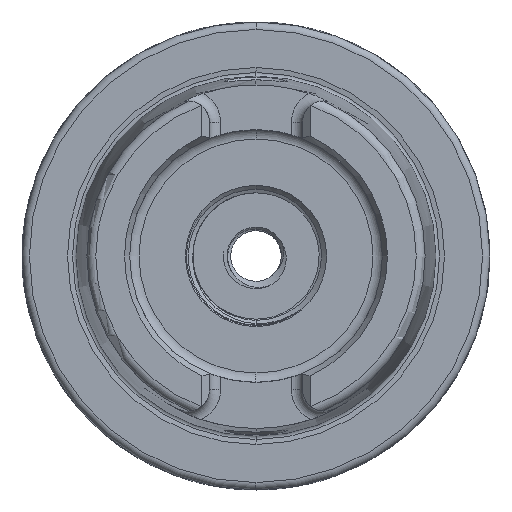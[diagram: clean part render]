
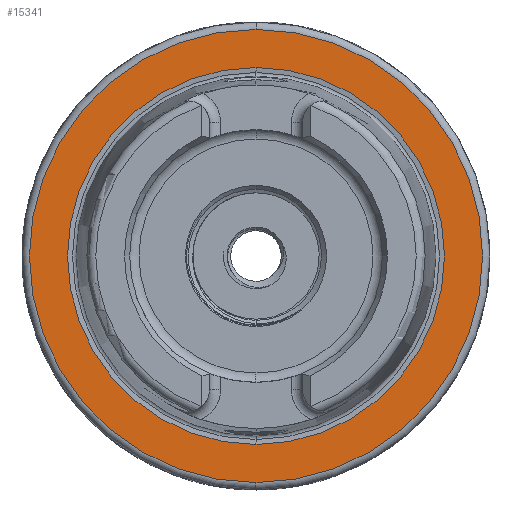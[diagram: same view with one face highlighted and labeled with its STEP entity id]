
A CAD part, left-side view. The second image highlights one B-rep face of the part: STEP entity #15341.
In plain terms, the highlighted planar face has unit normal (-1, 0, 0).
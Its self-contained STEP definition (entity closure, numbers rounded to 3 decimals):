
#633 = EDGE_LOOP ( 'NONE', ( #8356, #8447 ) ) ;
#653 = EDGE_LOOP ( 'NONE', ( #8386, #8351 ) ) ;
#902 = FACE_BOUND ( 'NONE', #633, .T. ) ;
#934 = FACE_OUTER_BOUND ( 'NONE', #653, .T. ) ;
#4223 = CARTESIAN_POINT ( 'NONE',  ( 0., 0., -25.369 ) ) ;
#8351 = ORIENTED_EDGE ( 'NONE', *, *, #21000, .T. ) ;
#8356 = ORIENTED_EDGE ( 'NONE', *, *, #21222, .T. ) ;
#8386 = ORIENTED_EDGE ( 'NONE', *, *, #21244, .T. ) ;
#8447 = ORIENTED_EDGE ( 'NONE', *, *, #20979, .T. ) ;
#9868 = DIRECTION ( 'NONE',  ( 0., 0., -1. ) ) ;
#9932 = CARTESIAN_POINT ( 'NONE',  ( 0., 0., 0. ) ) ;
#9935 = DIRECTION ( 'NONE',  ( 1., 0., 0. ) ) ;
#10148 = CARTESIAN_POINT ( 'NONE',  ( 0., 0., 0. ) ) ;
#10194 = DIRECTION ( 'NONE',  ( -1., 0., 0. ) ) ;
#10209 = DIRECTION ( 'NONE',  ( 0., 0., 1. ) ) ;
#10498 = VERTEX_POINT ( 'NONE', #4223 ) ;
#10708 = AXIS2_PLACEMENT_3D ( 'NONE', #12163, #12184, #12173 ) ;
#10812 = AXIS2_PLACEMENT_3D ( 'NONE', #27483, #27459, #27494 ) ;
#10815 = AXIS2_PLACEMENT_3D ( 'NONE', #27310, #27311, #27342 ) ;
#10886 = AXIS2_PLACEMENT_3D ( 'NONE', #9932, #9935, #9868 ) ;
#10899 = AXIS2_PLACEMENT_3D ( 'NONE', #10148, #10194, #10209 ) ;
#12163 = CARTESIAN_POINT ( 'NONE',  ( 0., 25.369, 0. ) ) ;
#12173 = DIRECTION ( 'NONE',  ( 0., 0., 1. ) ) ;
#12184 = DIRECTION ( 'NONE',  ( -1., 0., 0. ) ) ;
#12190 = PLANE ( 'NONE',  #10708 ) ;
#13110 = CIRCLE ( 'NONE', #10899, 30.5 ) ;
#13123 = CIRCLE ( 'NONE', #10886, 25.369 ) ;
#15341 = ADVANCED_FACE ( 'NONE', ( #934, #902 ), #12190, .T. ) ;
#16412 = VERTEX_POINT ( 'NONE', #26549 ) ;
#16426 = VERTEX_POINT ( 'NONE', #26546 ) ;
#16430 = VERTEX_POINT ( 'NONE', #26560 ) ;
#20979 = EDGE_CURVE ( 'NONE', #10498, #16430, #25926, .T. ) ;
#21000 = EDGE_CURVE ( 'NONE', #16426, #16412, #25939, .T. ) ;
#21222 = EDGE_CURVE ( 'NONE', #16430, #10498, #13123, .T. ) ;
#21244 = EDGE_CURVE ( 'NONE', #16412, #16426, #13110, .T. ) ;
#25926 = CIRCLE ( 'NONE', #10815, 25.369 ) ;
#25939 = CIRCLE ( 'NONE', #10812, 30.5 ) ;
#26546 = CARTESIAN_POINT ( 'NONE',  ( 0., 0., -30.5 ) ) ;
#26549 = CARTESIAN_POINT ( 'NONE',  ( 0., 0., 30.5 ) ) ;
#26560 = CARTESIAN_POINT ( 'NONE',  ( 0., 0., 25.369 ) ) ;
#27310 = CARTESIAN_POINT ( 'NONE',  ( 0., 0., 0. ) ) ;
#27311 = DIRECTION ( 'NONE',  ( 1., 0., 0. ) ) ;
#27342 = DIRECTION ( 'NONE',  ( 0., 0., -1. ) ) ;
#27459 = DIRECTION ( 'NONE',  ( -1., 0., 0. ) ) ;
#27483 = CARTESIAN_POINT ( 'NONE',  ( 0., 0., 0. ) ) ;
#27494 = DIRECTION ( 'NONE',  ( 0., 0., 1. ) ) ;
